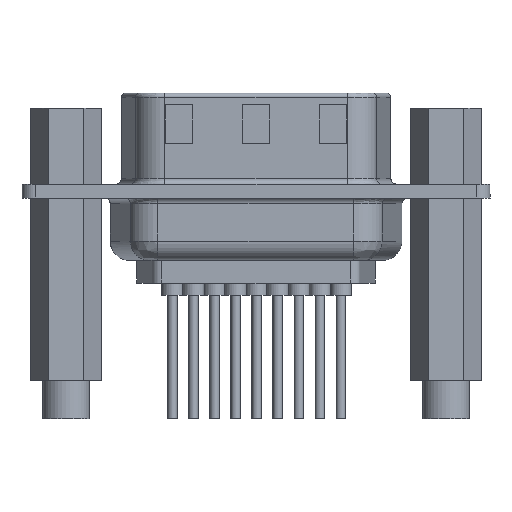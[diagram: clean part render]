
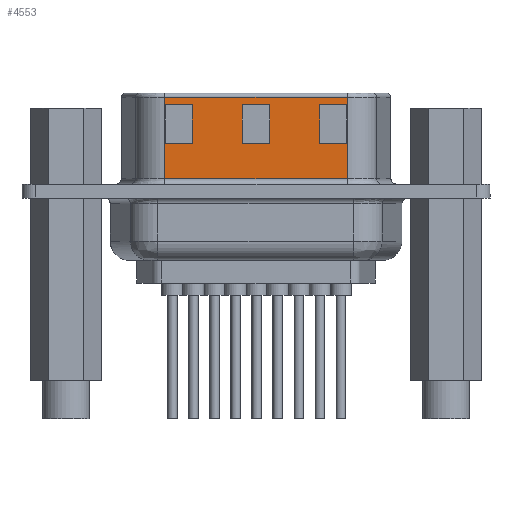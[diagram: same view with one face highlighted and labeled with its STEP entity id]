
A CAD part, front view. The second image highlights one B-rep face of the part: STEP entity #4553.
In plain terms, the highlighted planar face has unit normal (0, -1, 0).
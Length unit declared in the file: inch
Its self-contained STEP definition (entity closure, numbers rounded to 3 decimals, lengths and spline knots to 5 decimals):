
#22 = CARTESIAN_POINT ( 'NONE',  ( 0.7713, 0.06843, 0.20622 ) ) ;
#120 = LINE ( 'NONE', #4389, #7807 ) ;
#330 = VERTEX_POINT ( 'NONE', #3109 ) ;
#369 = EDGE_LOOP ( 'NONE', ( #4288, #2243, #10636, #2881 ) ) ;
#381 = VERTEX_POINT ( 'NONE', #4733 ) ;
#388 = ORIENTED_EDGE ( 'NONE', *, *, #1591, .F. ) ;
#434 = CARTESIAN_POINT ( 'NONE',  ( 0.84216, 0.06843, 0.10622 ) ) ;
#535 = EDGE_CURVE ( 'NONE', #7151, #2993, #7276, .T. ) ;
#550 = EDGE_CURVE ( 'NONE', #381, #8013, #9019, .T. ) ;
#602 = EDGE_CURVE ( 'NONE', #330, #10874, #4720, .T. ) ;
#635 = PLANE ( 'NONE',  #11547 ) ;
#736 = CARTESIAN_POINT ( 'NONE',  ( 0.84216, 0.06843, 0.23622 ) ) ;
#814 = CARTESIAN_POINT ( 'NONE',  ( 0.3713, 0.06843, 0.10622 ) ) ;
#972 = CARTESIAN_POINT ( 'NONE',  ( 0.3713, 0.06843, 0.23622 ) ) ;
#1111 = LINE ( 'NONE', #7300, #7511 ) ;
#1118 = DIRECTION ( 'NONE',  ( 0., 0., -1. ) ) ;
#1297 = LINE ( 'NONE', #2899, #8262 ) ;
#1591 = EDGE_CURVE ( 'NONE', #11294, #381, #120, .T. ) ;
#1631 = VERTEX_POINT ( 'NONE', #814 ) ;
#1721 = EDGE_CURVE ( 'NONE', #3968, #8350, #6533, .T. ) ;
#1798 = ORIENTED_EDGE ( 'NONE', *, *, #10951, .F. ) ;
#1984 = EDGE_CURVE ( 'NONE', #3968, #4345, #9433, .T. ) ;
#2051 = VECTOR ( 'NONE', #8357, 39.37008 ) ;
#2082 = DIRECTION ( 'NONE',  ( 1., 0., 0. ) ) ;
#2115 = CARTESIAN_POINT ( 'NONE',  ( 0.5713, 0.06843, 0.23622 ) ) ;
#2174 = DIRECTION ( 'NONE',  ( 1., 0., 0. ) ) ;
#2241 = EDGE_CURVE ( 'NONE', #1631, #7544, #5870, .T. ) ;
#2243 = ORIENTED_EDGE ( 'NONE', *, *, #6277, .F. ) ;
#2428 = EDGE_CURVE ( 'NONE', #7544, #7151, #10297, .T. ) ;
#2438 = LINE ( 'NONE', #8493, #9384 ) ;
#2881 = ORIENTED_EDGE ( 'NONE', *, *, #1984, .F. ) ;
#2895 = LINE ( 'NONE', #2115, #3039 ) ;
#2899 = CARTESIAN_POINT ( 'NONE',  ( 0.8413, 0.06843, 0.23622 ) ) ;
#2947 = DIRECTION ( 'NONE',  ( 0., 0., 1. ) ) ;
#2948 = VECTOR ( 'NONE', #4439, 39.37008 ) ;
#2968 = CARTESIAN_POINT ( 'NONE',  ( 0.4413, 0.06843, 0.20622 ) ) ;
#2993 = VERTEX_POINT ( 'NONE', #6530 ) ;
#3039 = VECTOR ( 'NONE', #1118, 39.37008 ) ;
#3109 = CARTESIAN_POINT ( 'NONE',  ( 0.6413, 0.06843, 0.20622 ) ) ;
#3336 = DIRECTION ( 'NONE',  ( -1., 0., 0. ) ) ;
#3399 = FACE_OUTER_BOUND ( 'NONE', #369, .T. ) ;
#3627 = DIRECTION ( 'NONE',  ( -1., 0., 0. ) ) ;
#3652 = DIRECTION ( 'NONE',  ( 0., 0., 1. ) ) ;
#3717 = CARTESIAN_POINT ( 'NONE',  ( 0.6413, 0.06843, 0.10622 ) ) ;
#3823 = CARTESIAN_POINT ( 'NONE',  ( 0.84216, 0.06843, 0.22622 ) ) ;
#3932 = VECTOR ( 'NONE', #3627, 39.37008 ) ;
#3968 = VERTEX_POINT ( 'NONE', #6145 ) ;
#3997 = CARTESIAN_POINT ( 'NONE',  ( 0.84216, 0.06843, 0.20622 ) ) ;
#4141 = CARTESIAN_POINT ( 'NONE',  ( 0.8413, 0.06843, 0.20622 ) ) ;
#4174 = VECTOR ( 'NONE', #7674, 39.37008 ) ;
#4288 = ORIENTED_EDGE ( 'NONE', *, *, #1721, .T. ) ;
#4345 = VERTEX_POINT ( 'NONE', #7625 ) ;
#4389 = CARTESIAN_POINT ( 'NONE',  ( 0.7713, 0.06843, 0.23622 ) ) ;
#4439 = DIRECTION ( 'NONE',  ( 0., 0., -1. ) ) ;
#4502 = ORIENTED_EDGE ( 'NONE', *, *, #535, .F. ) ;
#4553 = ADVANCED_FACE ( 'NONE', ( #3399, #8669, #9558, #8614 ), #635, .F. ) ;
#4656 = ORIENTED_EDGE ( 'NONE', *, *, #2241, .F. ) ;
#4689 = CARTESIAN_POINT ( 'NONE',  ( 0.5713, 0.06843, 0.20622 ) ) ;
#4720 = LINE ( 'NONE', #11094, #8328 ) ;
#4733 = CARTESIAN_POINT ( 'NONE',  ( 0.7713, 0.06843, 0.10622 ) ) ;
#4914 = EDGE_CURVE ( 'NONE', #5215, #6519, #4989, .T. ) ;
#4989 = LINE ( 'NONE', #9586, #5025 ) ;
#5010 = CARTESIAN_POINT ( 'NONE',  ( 0.37044, 0.06843, 0.23622 ) ) ;
#5025 = VECTOR ( 'NONE', #9341, 39.37008 ) ;
#5215 = VERTEX_POINT ( 'NONE', #11398 ) ;
#5233 = VERTEX_POINT ( 'NONE', #4141 ) ;
#5291 = EDGE_CURVE ( 'NONE', #2993, #1631, #7007, .T. ) ;
#5403 = ORIENTED_EDGE ( 'NONE', *, *, #550, .F. ) ;
#5479 = VECTOR ( 'NONE', #6694, 39.37008 ) ;
#5630 = CARTESIAN_POINT ( 'NONE',  ( 0.4413, 0.06843, 0.10622 ) ) ;
#5870 = LINE ( 'NONE', #434, #9803 ) ;
#5958 = DIRECTION ( 'NONE',  ( 1., 0., 0. ) ) ;
#6145 = CARTESIAN_POINT ( 'NONE',  ( 0.37044, 0.06843, 0.015 ) ) ;
#6159 = VECTOR ( 'NONE', #2082, 39.37008 ) ;
#6277 = EDGE_CURVE ( 'NONE', #9163, #8350, #11025, .T. ) ;
#6324 = EDGE_LOOP ( 'NONE', ( #11150, #5403, #388, #10926 ) ) ;
#6519 = VERTEX_POINT ( 'NONE', #3717 ) ;
#6530 = CARTESIAN_POINT ( 'NONE',  ( 0.3713, 0.06843, 0.20622 ) ) ;
#6533 = LINE ( 'NONE', #10081, #6159 ) ;
#6613 = EDGE_CURVE ( 'NONE', #8013, #5233, #1297, .T. ) ;
#6672 = DIRECTION ( 'NONE',  ( -1., 0., 0. ) ) ;
#6694 = DIRECTION ( 'NONE',  ( 0., 0., -1. ) ) ;
#6867 = CARTESIAN_POINT ( 'NONE',  ( 0.4413, 0.06843, 0.23622 ) ) ;
#6953 = VECTOR ( 'NONE', #6672, 39.37008 ) ;
#7007 = LINE ( 'NONE', #972, #2948 ) ;
#7151 = VERTEX_POINT ( 'NONE', #2968 ) ;
#7170 = CARTESIAN_POINT ( 'NONE',  ( 0.84216, 0.06843, 0.10622 ) ) ;
#7276 = LINE ( 'NONE', #9795, #3932 ) ;
#7298 = EDGE_CURVE ( 'NONE', #4345, #9163, #2438, .T. ) ;
#7300 = CARTESIAN_POINT ( 'NONE',  ( 0.6413, 0.06843, 0.23622 ) ) ;
#7439 = ORIENTED_EDGE ( 'NONE', *, *, #602, .F. ) ;
#7511 = VECTOR ( 'NONE', #3652, 39.37008 ) ;
#7544 = VERTEX_POINT ( 'NONE', #5630 ) ;
#7625 = CARTESIAN_POINT ( 'NONE',  ( 0.37044, 0.06843, 0.22622 ) ) ;
#7674 = DIRECTION ( 'NONE',  ( 0., 0., 1. ) ) ;
#7679 = ORIENTED_EDGE ( 'NONE', *, *, #2428, .F. ) ;
#7747 = CARTESIAN_POINT ( 'NONE',  ( 0.84216, 0.06843, 0.23622 ) ) ;
#7807 = VECTOR ( 'NONE', #9026, 39.37008 ) ;
#8013 = VERTEX_POINT ( 'NONE', #9955 ) ;
#8262 = VECTOR ( 'NONE', #2947, 39.37008 ) ;
#8328 = VECTOR ( 'NONE', #10073, 39.37008 ) ;
#8350 = VERTEX_POINT ( 'NONE', #9908 ) ;
#8357 = DIRECTION ( 'NONE',  ( 0., 0., 1. ) ) ;
#8488 = EDGE_LOOP ( 'NONE', ( #7679, #4656, #11366, #4502 ) ) ;
#8493 = CARTESIAN_POINT ( 'NONE',  ( 0.84216, 0.06843, 0.22622 ) ) ;
#8526 = LINE ( 'NONE', #3997, #6953 ) ;
#8614 = FACE_BOUND ( 'NONE', #8948, .T. ) ;
#8669 = FACE_BOUND ( 'NONE', #6324, .T. ) ;
#8948 = EDGE_LOOP ( 'NONE', ( #9121, #11257, #7439, #1798 ) ) ;
#9019 = LINE ( 'NONE', #7170, #10450 ) ;
#9026 = DIRECTION ( 'NONE',  ( 0., 0., -1. ) ) ;
#9121 = ORIENTED_EDGE ( 'NONE', *, *, #4914, .F. ) ;
#9163 = VERTEX_POINT ( 'NONE', #3823 ) ;
#9341 = DIRECTION ( 'NONE',  ( 1., 0., 0. ) ) ;
#9384 = VECTOR ( 'NONE', #5958, 39.37008 ) ;
#9433 = LINE ( 'NONE', #5010, #4174 ) ;
#9558 = FACE_BOUND ( 'NONE', #8488, .T. ) ;
#9586 = CARTESIAN_POINT ( 'NONE',  ( 0.84216, 0.06843, 0.10622 ) ) ;
#9795 = CARTESIAN_POINT ( 'NONE',  ( 0.84216, 0.06843, 0.20622 ) ) ;
#9803 = VECTOR ( 'NONE', #2174, 39.37008 ) ;
#9908 = CARTESIAN_POINT ( 'NONE',  ( 0.84216, 0.06843, 0.015 ) ) ;
#9955 = CARTESIAN_POINT ( 'NONE',  ( 0.8413, 0.06843, 0.10622 ) ) ;
#10073 = DIRECTION ( 'NONE',  ( -1., 0., 0. ) ) ;
#10081 = CARTESIAN_POINT ( 'NONE',  ( 0.84216, 0.06843, 0.015 ) ) ;
#10087 = EDGE_CURVE ( 'NONE', #10874, #5215, #2895, .T. ) ;
#10153 = EDGE_CURVE ( 'NONE', #5233, #11294, #8526, .T. ) ;
#10297 = LINE ( 'NONE', #6867, #2051 ) ;
#10450 = VECTOR ( 'NONE', #10845, 39.37008 ) ;
#10636 = ORIENTED_EDGE ( 'NONE', *, *, #7298, .F. ) ;
#10845 = DIRECTION ( 'NONE',  ( 1., 0., 0. ) ) ;
#10874 = VERTEX_POINT ( 'NONE', #4689 ) ;
#10926 = ORIENTED_EDGE ( 'NONE', *, *, #10153, .F. ) ;
#10951 = EDGE_CURVE ( 'NONE', #6519, #330, #1111, .T. ) ;
#11025 = LINE ( 'NONE', #736, #5479 ) ;
#11094 = CARTESIAN_POINT ( 'NONE',  ( 0.84216, 0.06843, 0.20622 ) ) ;
#11150 = ORIENTED_EDGE ( 'NONE', *, *, #6613, .F. ) ;
#11257 = ORIENTED_EDGE ( 'NONE', *, *, #10087, .F. ) ;
#11294 = VERTEX_POINT ( 'NONE', #22 ) ;
#11331 = DIRECTION ( 'NONE',  ( 0., 1., 0. ) ) ;
#11366 = ORIENTED_EDGE ( 'NONE', *, *, #5291, .F. ) ;
#11398 = CARTESIAN_POINT ( 'NONE',  ( 0.5713, 0.06843, 0.10622 ) ) ;
#11547 = AXIS2_PLACEMENT_3D ( 'NONE', #7747, #11331, #3336 ) ;
